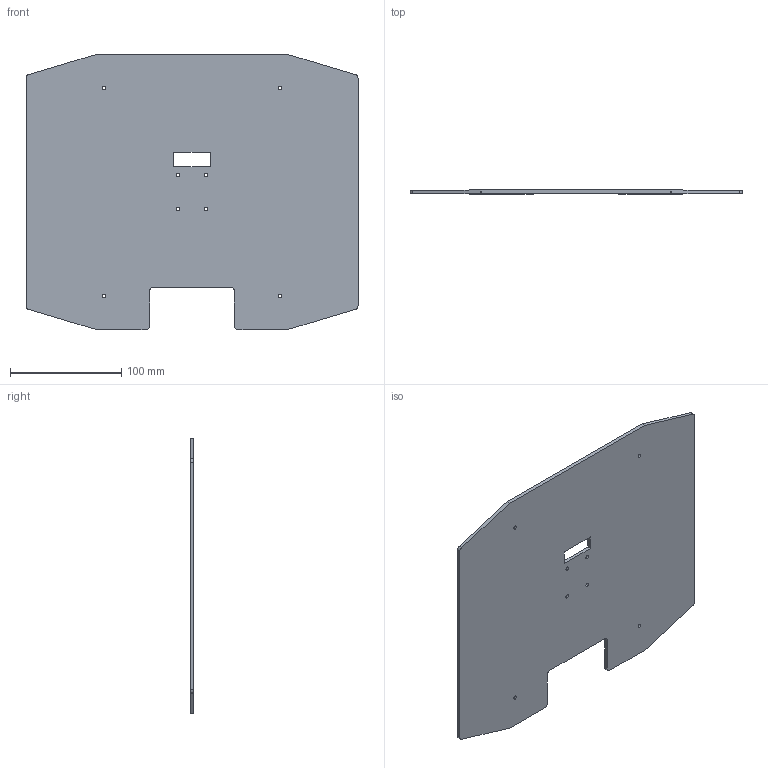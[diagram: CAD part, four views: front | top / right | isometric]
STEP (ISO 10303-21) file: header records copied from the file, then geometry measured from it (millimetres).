
FILE_DESCRIPTION(/* description */ (''),/* implementation_level */ '2;1');
FILE_NAME(/* name */ 'CoverPlate_CamMount.stp',/* time_stamp */ '2016-02-24T10:53:26-07:00',/* author */ ('lachesis'),/* organization */ (''),/* preprocessor_version */ 'ST-DEVELOPER v16.1',/* originating_system */ 'Autodesk Inventor 2016',/* authorisation */ '');
FILE_SCHEMA (('AUTOMOTIVE_DESIGN { 1 0 10303 214 3 1 1 }'));
Length unit declared in the file: inch
Products named in the file (1): CoverPlate_CamMount
Bounding box: 298.45 x 3.17 x 247.65 mm (x, y, z)
Volume: 216206.3 mm3; surface area: 140224.2 mm2
Topology: 1 solids, 1 shells, 38 faces, 116 edges, 80 vertices
Faces by surface type: cylinder 20, plane 18
Full cylindrical faces by diameter (mm): 3.302 x8
Entity records: 1274 total; most frequent: DIRECTION 218, CARTESIAN_POINT 211, ORIENTED_EDGE 200, EDGE_CURVE 100, AXIS2_PLACEMENT_3D 79, VERTEX_POINT 72, EDGE_LOOP 64, LINE 60
